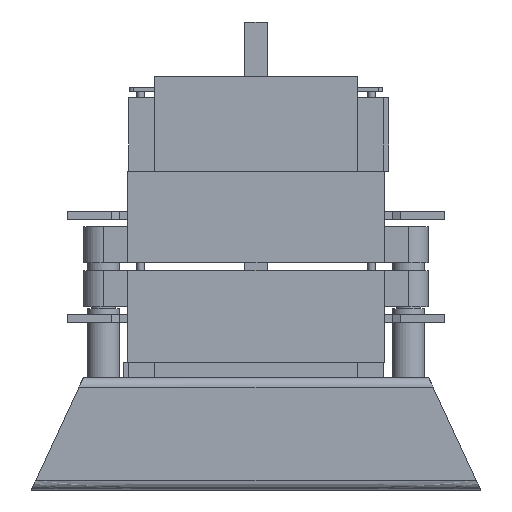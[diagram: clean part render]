
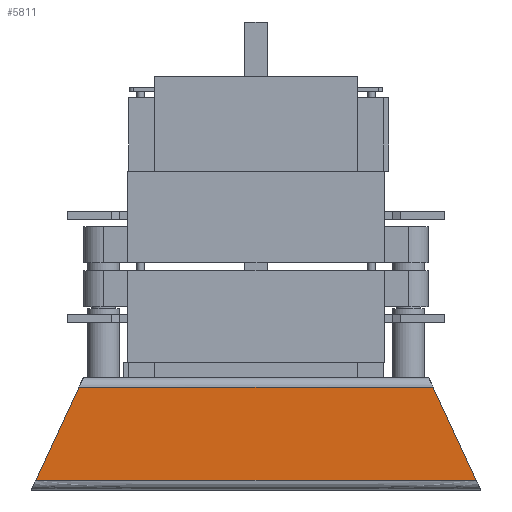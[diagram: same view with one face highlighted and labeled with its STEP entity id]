
A CAD part, left-side view. The second image highlights one B-rep face of the part: STEP entity #5811.
In plain terms, the highlighted free-form (B-spline) face has degree [1, 1] with [2, 2] control points.
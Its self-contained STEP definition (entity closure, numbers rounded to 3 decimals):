
#5059=CARTESIAN_POINT('',(-96.,-110.286,-75.0));
#5060=VERTEX_POINT('',#5059);
#5070=CARTESIAN_POINT('',(-96.,-137.214,-133.0));
#5071=VERTEX_POINT('',#5070);
#5072=CARTESIAN_POINT('',(-96.,-137.214,-133.0));
#5073=DIRECTION('',(0.0,0.421,0.907));
#5074=VECTOR('',#5073,63.946);
#5075=LINE('',#5072,#5074);
#5076=EDGE_CURVE('',#5071,#5060,#5075,.T.);
#5197=CARTESIAN_POINT('',(-96.,110.286,-75.0));
#5198=VERTEX_POINT('',#5197);
#5206=CARTESIAN_POINT('',(-96.,110.286,-75.0));
#5207=DIRECTION('',(0.0,-1.0,0.0));
#5208=VECTOR('',#5207,220.571);
#5209=LINE('',#5206,#5208);
#5210=EDGE_CURVE('',#5198,#5060,#5209,.T.);
#5543=CARTESIAN_POINT('',(-96.,137.214,-133.0));
#5544=VERTEX_POINT('',#5543);
#5554=CARTESIAN_POINT('',(-96.,110.286,-75.));
#5555=DIRECTION('',(0.0,0.421,-0.907));
#5556=VECTOR('',#5555,63.946);
#5557=LINE('',#5554,#5556);
#5558=EDGE_CURVE('',#5198,#5544,#5557,.T.);
#5784=CARTESIAN_POINT('',(-96.,137.214,-133.0));
#5785=DIRECTION('',(0.0,-1.0,0.0));
#5786=VECTOR('',#5785,274.429);
#5787=LINE('',#5784,#5786);
#5788=EDGE_CURVE('',#5544,#5071,#5787,.T.);
#5800=CARTESIAN_POINT('',(-96.,137.214,-75.0));
#5801=CARTESIAN_POINT('',(-96.,137.214,-133.0));
#5802=CARTESIAN_POINT('',(-96.,-137.214,-75.0));
#5803=CARTESIAN_POINT('',(-96.,-137.214,-133.0));
#5804=B_SPLINE_SURFACE_WITH_KNOTS('',1,1,((#5800,#5802),(#5801,#5803)),.UNSPECIFIED.,.F.,.F.,.U.,(2,2),(2,2),(0.0,58.0),(0.0,274.429),.UNSPECIFIED.);
#5805=ORIENTED_EDGE('',*,*,#5076,.T.);
#5806=ORIENTED_EDGE('',*,*,#5210,.F.);
#5807=ORIENTED_EDGE('',*,*,#5558,.T.);
#5808=ORIENTED_EDGE('',*,*,#5788,.T.);
#5809=EDGE_LOOP('',(#5805,#5806,#5807,#5808));
#5810=FACE_OUTER_BOUND('',#5809,.T.);
#5811=ADVANCED_FACE('',(#5810),#5804,.T.);
